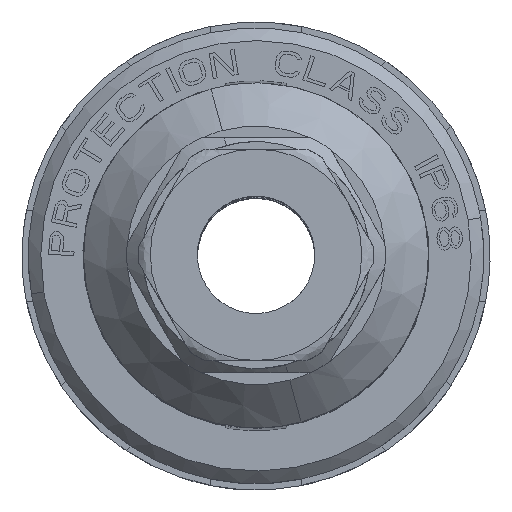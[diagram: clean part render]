
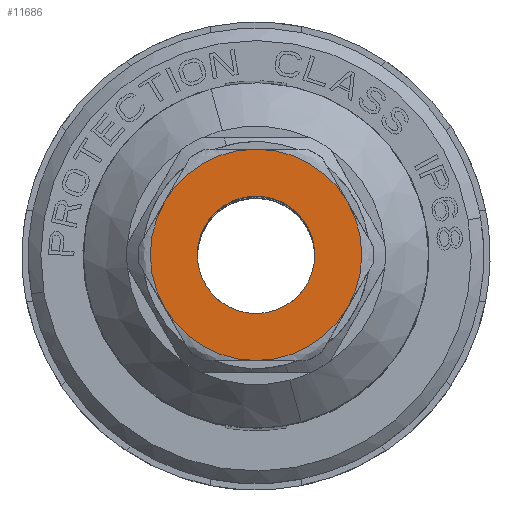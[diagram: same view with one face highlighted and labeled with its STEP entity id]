
A CAD part, top view. The second image highlights one B-rep face of the part: STEP entity #11686.
In plain terms, the highlighted planar face has unit normal (0, 0, 1).
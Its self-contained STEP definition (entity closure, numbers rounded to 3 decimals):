
#11686=ADVANCED_FACE('',(#19186,#19187),#19188,.F.);
#19186=FACE_OUTER_BOUND('',#24044,.T.);
#19187=FACE_BOUND('',#24045,.T.);
#19188=PLANE('',#24046);
#24044=EDGE_LOOP('',(#31190,#31191,#31192,#31193,#31194,#31195));
#24045=EDGE_LOOP('',(#31196,#31197,#31198));
#24046=AXIS2_PLACEMENT_3D('',#31199,#31200,#31201);
#31190=ORIENTED_EDGE('',*,*,#53158,.T.);
#31191=ORIENTED_EDGE('',*,*,#53155,.F.);
#31192=ORIENTED_EDGE('',*,*,#53159,.F.);
#31193=ORIENTED_EDGE('',*,*,#53160,.T.);
#31194=ORIENTED_EDGE('',*,*,#53161,.F.);
#31195=ORIENTED_EDGE('',*,*,#53162,.F.);
#31196=ORIENTED_EDGE('',*,*,#52895,.F.);
#31197=ORIENTED_EDGE('',*,*,#52894,.F.);
#31198=ORIENTED_EDGE('',*,*,#53163,.F.);
#31199=CARTESIAN_POINT('',(-4.461,-7.726,62.45));
#31200=DIRECTION('',(0.0,0.0,-1.0));
#31201=DIRECTION('',(0.0,-1.0,0.0));
#52894=EDGE_CURVE('',#57859,#57861,#57862,.T.);
#52895=EDGE_CURVE('',#57861,#57855,#57863,.T.);
#53155=EDGE_CURVE('',#58297,#58290,#58298,.T.);
#53158=EDGE_CURVE('',#58302,#58290,#58303,.T.);
#53159=EDGE_CURVE('',#58304,#58297,#58305,.T.);
#53160=EDGE_CURVE('',#58304,#58306,#58307,.T.);
#53161=EDGE_CURVE('',#58308,#58306,#58309,.T.);
#53162=EDGE_CURVE('',#58302,#58308,#58310,.T.);
#53163=EDGE_CURVE('',#57855,#57859,#58311,.T.);
#57855=VERTEX_POINT('',#62811);
#57859=VERTEX_POINT('',#62816);
#57861=VERTEX_POINT('',#62819);
#57862=CIRCLE('',#62820,4.765);
#57863=CIRCLE('',#62821,4.765);
#58290=VERTEX_POINT('',#63575);
#58297=VERTEX_POINT('',#63598);
#58298=CIRCLE('',#63599,8.575);
#58302=VERTEX_POINT('',#63610);
#58303=CIRCLE('',#63611,8.575);
#58304=VERTEX_POINT('',#63612);
#58305=CIRCLE('',#63613,8.575);
#58306=VERTEX_POINT('',#63614);
#58307=CIRCLE('',#63615,8.575);
#58308=VERTEX_POINT('',#63616);
#58309=CIRCLE('',#63617,8.575);
#58310=CIRCLE('',#63618,8.575);
#58311=CIRCLE('',#63619,4.765);
#62811=CARTESIAN_POINT('',(4.268,-2.119,62.45));
#62816=CARTESIAN_POINT('',(-4.268,2.119,62.45));
#62819=CARTESIAN_POINT('',(4.127,-2.383,62.45));
#62820=AXIS2_PLACEMENT_3D('',#69347,#69348,#69349);
#62821=AXIS2_PLACEMENT_3D('',#69350,#69351,#69352);
#63575=CARTESIAN_POINT('',(0.,8.575,62.45));
#63598=CARTESIAN_POINT('',(-7.426,4.287,62.45));
#63599=AXIS2_PLACEMENT_3D('',#69822,#69823,#69824);
#63610=CARTESIAN_POINT('',(7.426,4.288,62.45));
#63611=AXIS2_PLACEMENT_3D('',#69828,#69829,#69830);
#63612=CARTESIAN_POINT('',(-7.426,-4.288,62.45));
#63613=AXIS2_PLACEMENT_3D('',#69831,#69832,#69833);
#63614=CARTESIAN_POINT('',(0.,-8.575,62.45));
#63615=AXIS2_PLACEMENT_3D('',#69834,#69835,#69836);
#63616=CARTESIAN_POINT('',(7.426,-4.287,62.45));
#63617=AXIS2_PLACEMENT_3D('',#69837,#69838,#69839);
#63618=AXIS2_PLACEMENT_3D('',#69840,#69841,#69842);
#63619=AXIS2_PLACEMENT_3D('',#69843,#69844,#69845);
#69347=CARTESIAN_POINT('',(0.0,0.0,62.45));
#69348=DIRECTION('',(0.0,0.0,1.0));
#69349=DIRECTION('',(-0.866,0.5,0.0));
#69350=CARTESIAN_POINT('',(0.0,0.0,62.45));
#69351=DIRECTION('',(0.0,0.0,1.0));
#69352=DIRECTION('',(-0.866,0.5,0.0));
#69822=CARTESIAN_POINT('',(0.0,0.0,62.45));
#69823=DIRECTION('',(0.0,0.0,-1.0));
#69824=DIRECTION('',(-0.866,0.5,0.0));
#69828=CARTESIAN_POINT('',(0.0,0.0,62.45));
#69829=DIRECTION('',(0.0,-0.0,1.0));
#69830=DIRECTION('',(0.866,0.5,0.0));
#69831=CARTESIAN_POINT('',(0.0,0.0,62.45));
#69832=DIRECTION('',(-0.0,0.0,-1.0));
#69833=DIRECTION('',(-0.866,-0.5,0.0));
#69834=CARTESIAN_POINT('',(0.0,0.0,62.45));
#69835=DIRECTION('',(0.0,0.0,1.0));
#69836=DIRECTION('',(-0.866,-0.5,0.0));
#69837=CARTESIAN_POINT('',(0.0,0.0,62.45));
#69838=DIRECTION('',(0.0,0.0,-1.0));
#69839=DIRECTION('',(0.866,-0.5,0.0));
#69840=CARTESIAN_POINT('',(0.0,0.0,62.45));
#69841=DIRECTION('',(0.0,0.0,-1.0));
#69842=DIRECTION('',(0.866,0.5,0.0));
#69843=CARTESIAN_POINT('',(0.0,0.0,62.45));
#69844=DIRECTION('',(0.0,0.0,1.0));
#69845=DIRECTION('',(-0.866,0.5,0.0));
